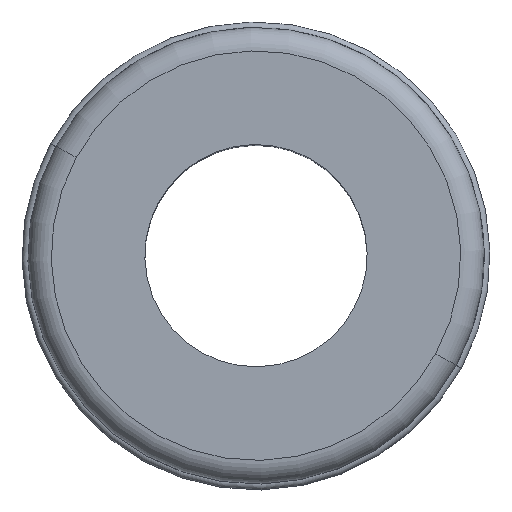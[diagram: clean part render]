
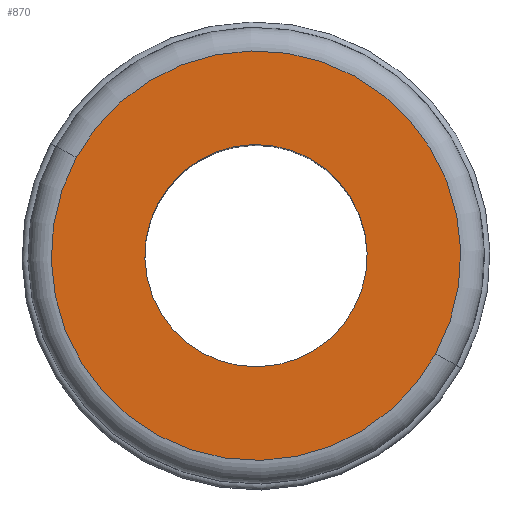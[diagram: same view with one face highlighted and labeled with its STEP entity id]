
A CAD part, top view. The second image highlights one B-rep face of the part: STEP entity #870.
In plain terms, the highlighted planar face has unit normal (0, 0, 1).
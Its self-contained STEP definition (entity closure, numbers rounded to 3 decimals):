
#300=CARTESIAN_POINT('Axis2P3D Location',(0.,0.,20.)) ;
#304=CARTESIAN_POINT('Vertex',(-8.337,4.555,20.)) ;
#306=CARTESIAN_POINT('Vertex',(8.337,-4.555,20.)) ;
#365=CARTESIAN_POINT('Vertex',(-15.358,8.39,20.)) ;
#368=CARTESIAN_POINT('Axis2P3D Location',(0.,0.,20.)) ;
#372=CARTESIAN_POINT('Vertex',(15.358,-8.39,20.)) ;
#406=CARTESIAN_POINT('Axis2P3D Location',(0.,0.,20.)) ;
#456=CARTESIAN_POINT('Axis2P3D Location',(0.,0.,20.)) ;
#857=CARTESIAN_POINT('Axis2P3D Location',(-9.5,0.,20.)) ;
#301=DIRECTION('Axis2P3D Direction',(0.,0.,-1.)) ;
#369=DIRECTION('Axis2P3D Direction',(-0.,0.,-1.)) ;
#407=DIRECTION('Axis2P3D Direction',(0.,0.,-1.)) ;
#457=DIRECTION('Axis2P3D Direction',(0.,0.,-1.)) ;
#858=DIRECTION('Axis2P3D Direction',(0.,0.,-1.)) ;
#859=DIRECTION('Axis2P3D XDirection',(1.,0.,0.)) ;
#302=AXIS2_PLACEMENT_3D('Circle Axis2P3D',#300,#301,$) ;
#370=AXIS2_PLACEMENT_3D('Circle Axis2P3D',#368,#369,$) ;
#408=AXIS2_PLACEMENT_3D('Circle Axis2P3D',#406,#407,$) ;
#458=AXIS2_PLACEMENT_3D('Circle Axis2P3D',#456,#457,$) ;
#860=AXIS2_PLACEMENT_3D('Plane Axis2P3D',#857,#858,#859) ;
#863=ORIENTED_EDGE('',*,*,#374,.F.) ;
#864=ORIENTED_EDGE('',*,*,#460,.F.) ;
#867=ORIENTED_EDGE('',*,*,#410,.T.) ;
#868=ORIENTED_EDGE('',*,*,#308,.T.) ;
#869=FACE_BOUND('',#866,.T.) ;
#870=ADVANCED_FACE('PartBody',(#865,#869),#861,.F.) ;
#303=CIRCLE('generated circle',#302,9.5) ;
#371=CIRCLE('generated circle',#370,17.5) ;
#409=CIRCLE('generated circle',#408,9.5) ;
#459=CIRCLE('generated circle',#458,17.5) ;
#308=EDGE_CURVE('',#305,#307,#303,.T.) ;
#374=EDGE_CURVE('',#366,#373,#371,.T.) ;
#410=EDGE_CURVE('',#307,#305,#409,.T.) ;
#460=EDGE_CURVE('',#373,#366,#459,.T.) ;
#862=EDGE_LOOP('',(#863,#864)) ;
#866=EDGE_LOOP('',(#867,#868)) ;
#865=FACE_OUTER_BOUND('',#862,.T.) ;
#861=PLANE('Plane',#860) ;
#305=VERTEX_POINT('',#304) ;
#307=VERTEX_POINT('',#306) ;
#366=VERTEX_POINT('',#365) ;
#373=VERTEX_POINT('',#372) ;
